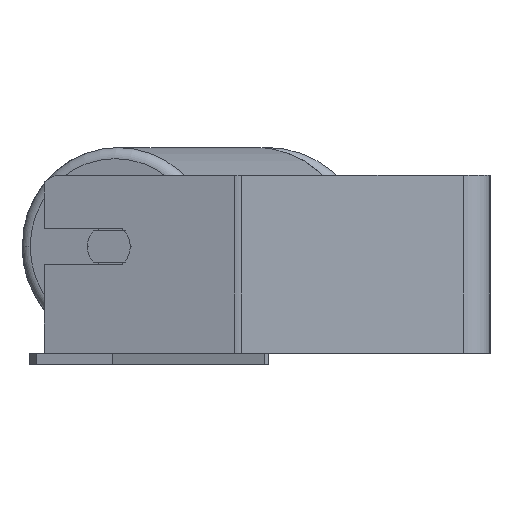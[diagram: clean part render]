
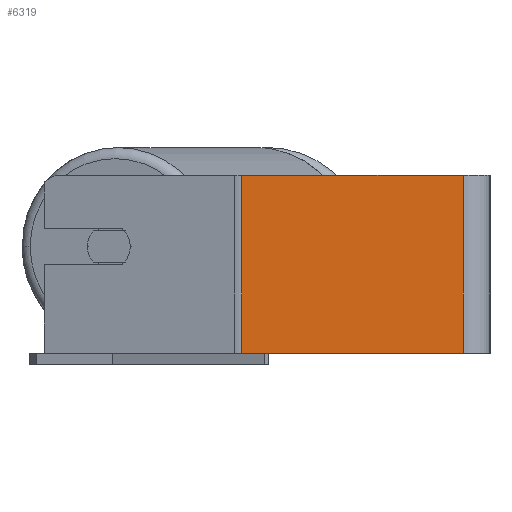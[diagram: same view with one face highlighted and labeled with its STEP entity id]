
A CAD part, left-side view. The second image highlights one B-rep face of the part: STEP entity #6319.
In plain terms, the highlighted planar face has unit normal (-1, 0, 0).
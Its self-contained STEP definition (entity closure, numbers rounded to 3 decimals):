
#50 = FACE_OUTER_BOUND ( 'NONE', #7598, .T. ) ;
#312 = CARTESIAN_POINT ( 'NONE',  ( -430., 111.699, 40. ) ) ;
#437 = CARTESIAN_POINT ( 'NONE',  ( -430., 111.699, -40. ) ) ;
#605 = LINE ( 'NONE', #3404, #5665 ) ;
#964 = VECTOR ( 'NONE', #2586, 1000. ) ;
#1499 = DIRECTION ( 'NONE',  ( 1., 0., 0. ) ) ;
#1552 = CARTESIAN_POINT ( 'NONE',  ( -430., 113.279, -40. ) ) ;
#2025 = DIRECTION ( 'NONE',  ( 0., -1., 0. ) ) ;
#2570 = EDGE_CURVE ( 'NONE', #3280, #8709, #3620, .T. ) ;
#2586 = DIRECTION ( 'NONE',  ( 0., 0., -1. ) ) ;
#2774 = ORIENTED_EDGE ( 'NONE', *, *, #3655, .T. ) ;
#2892 = AXIS2_PLACEMENT_3D ( 'NONE', #6429, #1499, #7076 ) ;
#3280 = VERTEX_POINT ( 'NONE', #437 ) ;
#3404 = CARTESIAN_POINT ( 'NONE',  ( -430., 113.279, 40. ) ) ;
#3487 = ORIENTED_EDGE ( 'NONE', *, *, #5485, .F. ) ;
#3541 = ORIENTED_EDGE ( 'NONE', *, *, #2570, .T. ) ;
#3620 = LINE ( 'NONE', #1552, #5644 ) ;
#3655 = EDGE_CURVE ( 'NONE', #5661, #3280, #8909, .T. ) ;
#4297 = PLANE ( 'NONE',  #2892 ) ;
#5173 = CARTESIAN_POINT ( 'NONE',  ( -430., 12., -40. ) ) ;
#5485 = EDGE_CURVE ( 'NONE', #5661, #6285, #605, .T. ) ;
#5644 = VECTOR ( 'NONE', #7131, 1000. ) ;
#5661 = VERTEX_POINT ( 'NONE', #312 ) ;
#5665 = VECTOR ( 'NONE', #2025, 1000. ) ;
#5669 = CARTESIAN_POINT ( 'NONE',  ( -430., 12., 40. ) ) ;
#6285 = VERTEX_POINT ( 'NONE', #7650 ) ;
#6319 = ADVANCED_FACE ( 'NONE', ( #50 ), #4297, .F. ) ;
#6429 = CARTESIAN_POINT ( 'NONE',  ( -430., 113.279, 40. ) ) ;
#6751 = EDGE_CURVE ( 'NONE', #6285, #8709, #8519, .T. ) ;
#7076 = DIRECTION ( 'NONE',  ( 0., 0., -1. ) ) ;
#7131 = DIRECTION ( 'NONE',  ( 0., -1., 0. ) ) ;
#7283 = VECTOR ( 'NONE', #7864, 1000. ) ;
#7598 = EDGE_LOOP ( 'NONE', ( #3541, #8112, #3487, #2774 ) ) ;
#7650 = CARTESIAN_POINT ( 'NONE',  ( -430., 12., 40. ) ) ;
#7864 = DIRECTION ( 'NONE',  ( 0., 0., -1. ) ) ;
#8112 = ORIENTED_EDGE ( 'NONE', *, *, #6751, .F. ) ;
#8134 = CARTESIAN_POINT ( 'NONE',  ( -430., 111.699, 40. ) ) ;
#8519 = LINE ( 'NONE', #5669, #7283 ) ;
#8709 = VERTEX_POINT ( 'NONE', #5173 ) ;
#8909 = LINE ( 'NONE', #8134, #964 ) ;
